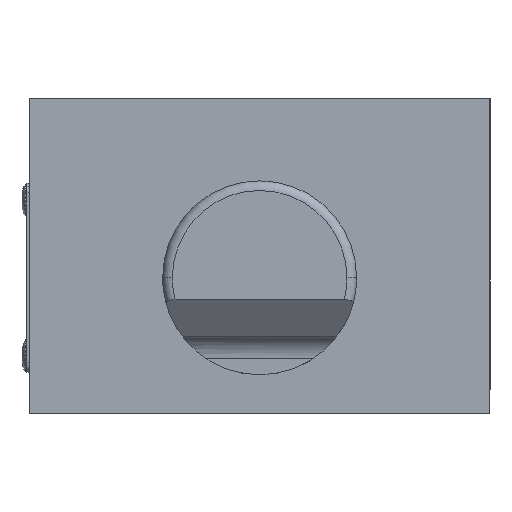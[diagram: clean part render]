
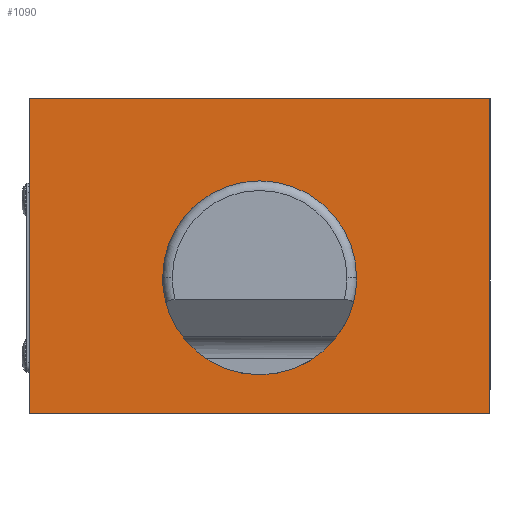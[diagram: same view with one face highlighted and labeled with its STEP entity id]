
A CAD part, front view. The second image highlights one B-rep face of the part: STEP entity #1090.
In plain terms, the highlighted planar face has unit normal (0, -1, 0).
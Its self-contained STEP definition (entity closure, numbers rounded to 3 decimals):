
#1090=ADVANCED_FACE('',(#2817,#2818),#2819,.F.);
#2817=FACE_BOUND('',#5313,.T.);
#2818=FACE_OUTER_BOUND('',#5314,.T.);
#2819=PLANE('',#5315);
#5313=EDGE_LOOP('',(#8513,#8514));
#5314=EDGE_LOOP('',(#8515,#8516,#8517,#8518));
#5315=AXIS2_PLACEMENT_3D('',#8519,#8520,#8521);
#8513=ORIENTED_EDGE('',*,*,#14843,.T.);
#8514=ORIENTED_EDGE('',*,*,#15011,.T.);
#8515=ORIENTED_EDGE('',*,*,#15041,.T.);
#8516=ORIENTED_EDGE('',*,*,#15006,.F.);
#8517=ORIENTED_EDGE('',*,*,#15042,.F.);
#8518=ORIENTED_EDGE('',*,*,#15039,.F.);
#8519=CARTESIAN_POINT('',(47.5,0.0,32.5));
#8520=DIRECTION('',(0.0,1.0,0.0));
#8521=DIRECTION('',(0.0,0.0,1.0));
#14843=EDGE_CURVE('',#17543,#17547,#17549,.T.);
#15006=EDGE_CURVE('',#17781,#17783,#17784,.T.);
#15011=EDGE_CURVE('',#17547,#17543,#17789,.T.);
#15039=EDGE_CURVE('',#17817,#17815,#17819,.T.);
#15041=EDGE_CURVE('',#17817,#17783,#17821,.T.);
#15042=EDGE_CURVE('',#17815,#17781,#17822,.T.);
#17543=VERTEX_POINT('',#21425);
#17547=VERTEX_POINT('',#21430);
#17549=CIRCLE('',#21433,20.0);
#17781=VERTEX_POINT('',#21773);
#17783=VERTEX_POINT('',#21776);
#17784=LINE('',#21777,#21778);
#17789=CIRCLE('',#21784,20.0);
#17815=VERTEX_POINT('',#21810);
#17817=VERTEX_POINT('',#21813);
#17819=LINE('',#21816,#21817);
#17821=LINE('',#21819,#21820);
#17822=LINE('',#21821,#21822);
#21425=CARTESIAN_POINT('',(67.5,0.0,28.0));
#21430=CARTESIAN_POINT('',(27.5,0.0,28.0));
#21433=AXIS2_PLACEMENT_3D('',#27313,#27314,#27315);
#21773=CARTESIAN_POINT('',(95.0,0.0,0.0));
#21776=CARTESIAN_POINT('',(0.0,0.0,0.0));
#21777=CARTESIAN_POINT('',(47.5,0.0,0.0));
#21778=VECTOR('',#27554,1.0);
#21784=AXIS2_PLACEMENT_3D('',#27562,#27563,#27564);
#21810=CARTESIAN_POINT('',(95.0,0.0,65.0));
#21813=CARTESIAN_POINT('',(0.0,0.0,65.0));
#21816=CARTESIAN_POINT('',(47.5,0.0,65.0));
#21817=VECTOR('',#27603,1.0);
#21819=CARTESIAN_POINT('',(0.0,0.0,32.5));
#21820=VECTOR('',#27604,1.0);
#21821=CARTESIAN_POINT('',(95.0,0.0,32.5));
#21822=VECTOR('',#27605,1.0);
#27313=CARTESIAN_POINT('',(47.5,0.0,28.0));
#27314=DIRECTION('',(-0.0,1.0,0.0));
#27315=DIRECTION('',(1.0,0.0,0.0));
#27554=DIRECTION('',(-1.0,0.0,0.0));
#27562=CARTESIAN_POINT('',(47.5,0.0,28.0));
#27563=DIRECTION('',(-0.0,1.0,0.0));
#27564=DIRECTION('',(1.0,0.0,0.0));
#27603=DIRECTION('',(1.0,0.0,0.0));
#27604=DIRECTION('',(0.0,0.0,-1.0));
#27605=DIRECTION('',(0.0,0.0,-1.0));
